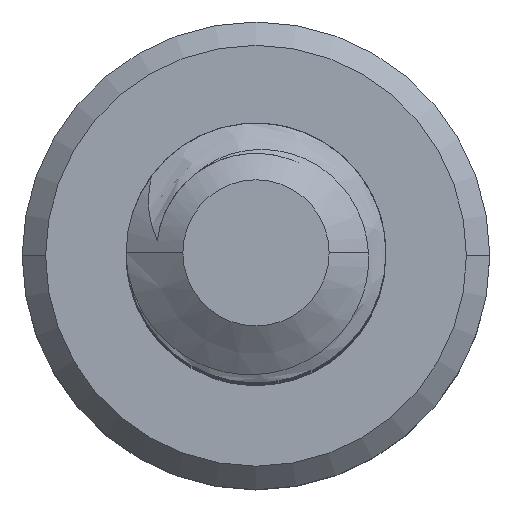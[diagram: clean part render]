
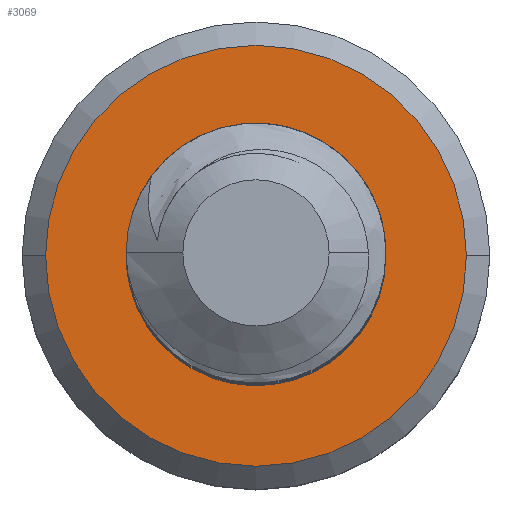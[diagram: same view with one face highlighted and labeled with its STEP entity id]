
A CAD part, top view. The second image highlights one B-rep face of the part: STEP entity #3069.
In plain terms, the highlighted planar face has unit normal (0, 0, 1).
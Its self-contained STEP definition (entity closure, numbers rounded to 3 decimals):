
#20=FACE_BOUND('',#796,.T.);
#23=PLANE('',#3272);
#464=B_SPLINE_CURVE_WITH_KNOTS('',3,(#7914,#7915,#7916,#7917,#7918,#7919,
#7920,#7921,#7922,#7923),.UNSPECIFIED.,.F.,.F.,(4,2,2,2,4),(0.,
0.001,0.001,0.002,0.003),
 .UNSPECIFIED.);
#465=B_SPLINE_CURVE_WITH_KNOTS('',3,(#8851,#8852,#8853,#8854,#8855,#8856,
#8857,#8858,#8859,#8860,#8861,#8862,#8863,#8864,#8865,#8866),
 .UNSPECIFIED.,.F.,.F.,(4,2,2,2,2,2,2,4),(0.,0.,
0.001,0.001,0.001,0.002,
0.002,0.003),.UNSPECIFIED.);
#625=FACE_OUTER_BOUND('',#795,.T.);
#795=EDGE_LOOP('',(#2845,#2846));
#796=EDGE_LOOP('',(#2847,#2848,#2849,#2850));
#1134=CIRCLE('',#3101,2.025);
#1142=CIRCLE('',#3219,1.25);
#1144=CIRCLE('',#3257,0.958);
#1155=CIRCLE('',#3273,2.025);
#1156=VERTEX_POINT('',#3838);
#1157=VERTEX_POINT('',#3839);
#1453=VERTEX_POINT('',#6314);
#1454=VERTEX_POINT('',#6320);
#1456=VERTEX_POINT('',#7913);
#1457=VERTEX_POINT('',#8845);
#1469=EDGE_CURVE('',#1156,#1157,#1134,.T.);
#1841=EDGE_CURVE('',#1454,#1453,#1142,.T.);
#1913=EDGE_CURVE('',#1456,#1453,#464,.T.);
#1916=EDGE_CURVE('',#1454,#1457,#465,.T.);
#1917=EDGE_CURVE('',#1457,#1456,#1144,.T.);
#1928=EDGE_CURVE('',#1157,#1156,#1155,.T.);
#2845=ORIENTED_EDGE('',*,*,#1928,.T.);
#2846=ORIENTED_EDGE('',*,*,#1469,.T.);
#2847=ORIENTED_EDGE('',*,*,#1841,.F.);
#2848=ORIENTED_EDGE('',*,*,#1916,.T.);
#2849=ORIENTED_EDGE('',*,*,#1917,.T.);
#2850=ORIENTED_EDGE('',*,*,#1913,.T.);
#3069=ADVANCED_FACE('',(#625,#20),#23,.F.);
#3101=AXIS2_PLACEMENT_3D('',#3840,#3296,#3297);
#3219=AXIS2_PLACEMENT_3D('',#6328,#3681,#3682);
#3257=AXIS2_PLACEMENT_3D('',#8868,#3757,#3758);
#3272=AXIS2_PLACEMENT_3D('',#8888,#3787,#3788);
#3273=AXIS2_PLACEMENT_3D('',#8889,#3789,#3790);
#3296=DIRECTION('center_axis',(0.,0.,1.));
#3297=DIRECTION('ref_axis',(-1.,0.,0.));
#3681=DIRECTION('center_axis',(0.,0.,1.));
#3682=DIRECTION('ref_axis',(1.,0.,0.));
#3757=DIRECTION('center_axis',(0.,0.,-1.));
#3758=DIRECTION('ref_axis',(1.,0.,0.));
#3787=DIRECTION('center_axis',(0.,0.,-1.));
#3788=DIRECTION('ref_axis',(-1.,0.,0.));
#3789=DIRECTION('center_axis',(0.,0.,1.));
#3790=DIRECTION('ref_axis',(-1.,0.,0.));
#3838=CARTESIAN_POINT('',(2.025,0.,-16.));
#3839=CARTESIAN_POINT('',(-2.025,0.,-16.));
#3840=CARTESIAN_POINT('Origin',(0.,0.,-16.));
#6314=CARTESIAN_POINT('',(0.533,-1.131,-16.));
#6320=CARTESIAN_POINT('',(-0.436,-1.172,-16.));
#6328=CARTESIAN_POINT('Origin',(0.,0.,-16.));
#7913=CARTESIAN_POINT('',(0.334,0.898,-16.));
#7914=CARTESIAN_POINT('Ctrl Pts',(0.334,0.898,-16.));
#7915=CARTESIAN_POINT('Ctrl Pts',(0.548,0.849,-16.));
#7916=CARTESIAN_POINT('Ctrl Pts',(0.739,0.73,-16.));
#7917=CARTESIAN_POINT('Ctrl Pts',(1.014,0.388,-16.));
#7918=CARTESIAN_POINT('Ctrl Pts',(1.095,0.179,-16.));
#7919=CARTESIAN_POINT('Ctrl Pts',(1.131,-0.255,-16.));
#7920=CARTESIAN_POINT('Ctrl Pts',(1.081,-0.475,-16.));
#7921=CARTESIAN_POINT('Ctrl Pts',(0.874,-0.855,
-16.));
#7922=CARTESIAN_POINT('Ctrl Pts',(0.72,-1.018,-16.));
#7923=CARTESIAN_POINT('Ctrl Pts',(0.533,-1.131,-16.));
#8845=CARTESIAN_POINT('',(-0.408,0.866,-16.));
#8851=CARTESIAN_POINT('Ctrl Pts',(-0.436,-1.172,
-16.));
#8852=CARTESIAN_POINT('Ctrl Pts',(-0.534,-1.123,
-16.));
#8853=CARTESIAN_POINT('Ctrl Pts',(-0.624,-1.063,-16.));
#8854=CARTESIAN_POINT('Ctrl Pts',(-0.787,-0.918,
-16.));
#8855=CARTESIAN_POINT('Ctrl Pts',(-0.858,-0.835,
-16.));
#8856=CARTESIAN_POINT('Ctrl Pts',(-0.977,-0.654,
-16.));
#8857=CARTESIAN_POINT('Ctrl Pts',(-1.025,-0.555,
-16.));
#8858=CARTESIAN_POINT('Ctrl Pts',(-1.089,-0.349,-16.));
#8859=CARTESIAN_POINT('Ctrl Pts',(-1.106,-0.24,
-16.));
#8860=CARTESIAN_POINT('Ctrl Pts',(-1.107,0.086,
-16.));
#8861=CARTESIAN_POINT('Ctrl Pts',(-1.042,0.301,-16.));
#8862=CARTESIAN_POINT('Ctrl Pts',(-0.858,0.573,
-16.));
#8863=CARTESIAN_POINT('Ctrl Pts',(-0.784,0.652,-16.));
#8864=CARTESIAN_POINT('Ctrl Pts',(-0.61,0.783,
-16.));
#8865=CARTESIAN_POINT('Ctrl Pts',(-0.513,0.833,
-16.));
#8866=CARTESIAN_POINT('Ctrl Pts',(-0.408,0.866,-16.));
#8868=CARTESIAN_POINT('Origin',(0.,0.,-16.));
#8888=CARTESIAN_POINT('Origin',(0.,0.,-16.));
#8889=CARTESIAN_POINT('Origin',(0.,0.,-16.));
